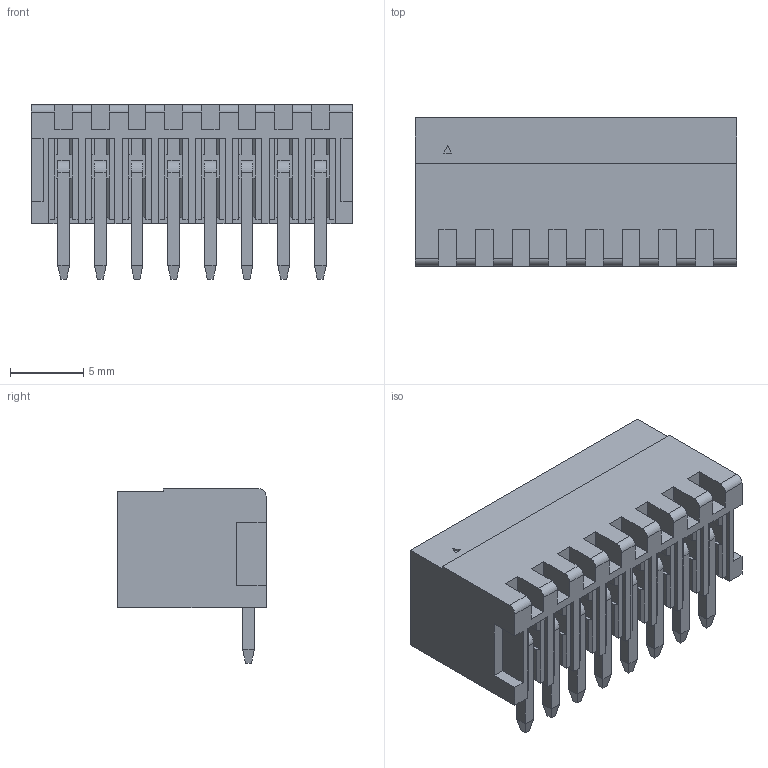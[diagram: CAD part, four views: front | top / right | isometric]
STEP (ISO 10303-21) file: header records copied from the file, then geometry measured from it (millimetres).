
FILE_DESCRIPTION (( 'STEP AP214' ), '1' );
FILE_NAME ('15EDGRC-2.5-08P-14-00AH.STEP', '2021-01-23T21:12:42', ( '' ), ( '' ), 'SwSTEP 2.0', 'SolidWorks 2020', '' );
FILE_SCHEMA (( 'AUTOMOTIVE_DESIGN' ));
Length unit declared in the file: millimetre
Products named in the file (1): 15EDGRC-2.5-08P-14-00AH
Bounding box: 21.9 x 10.1 x 11.9 mm (x, y, z)
Volume: 942.7 mm3; surface area: 2150.4 mm2
Topology: 1 solids, 1 shells, 1025 faces, 2718 edges, 1734 vertices
Faces by surface type: plane 813, bspline 155, cylinder 41, torus 16
Entity records: 44105 total; most frequent: CARTESIAN_POINT 14561, ORIENTED_EDGE 5436, DIRECTION 4376, EDGE_CURVE 2718, VECTOR 2246, LINE 2246, VERTEX_POINT 1734, EDGE_LOOP 1068
